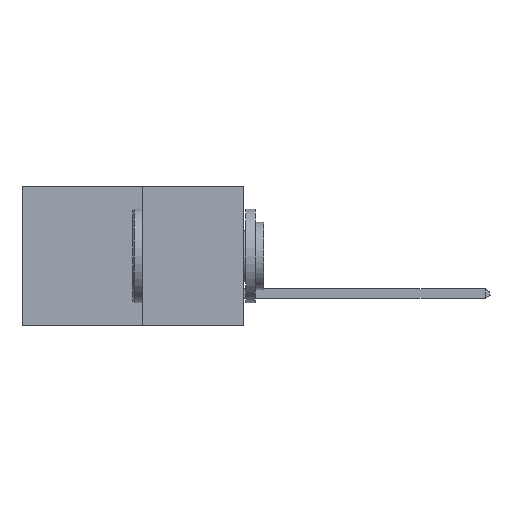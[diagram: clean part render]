
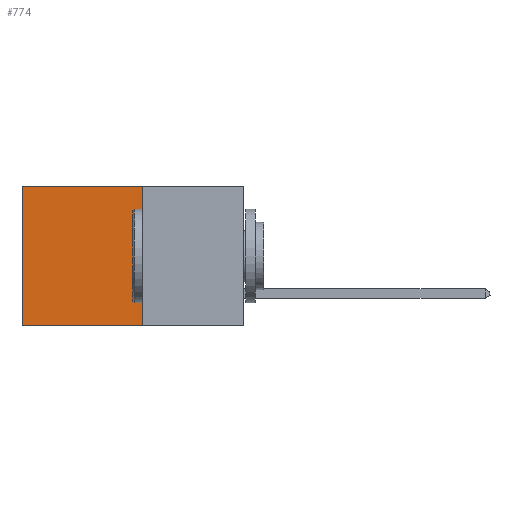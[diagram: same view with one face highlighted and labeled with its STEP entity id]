
A CAD part, left-side view. The second image highlights one B-rep face of the part: STEP entity #774.
In plain terms, the highlighted planar face has unit normal (-1, 0, 0).
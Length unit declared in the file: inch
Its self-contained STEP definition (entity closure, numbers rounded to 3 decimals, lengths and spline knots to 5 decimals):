
#475 = LINE ( 'NONE', #5121, #3764 ) ;
#774 = ADVANCED_FACE ( 'NONE', ( #4088 ), #2068, .F. ) ;
#786 = ORIENTED_EDGE ( 'NONE', *, *, #3083, .F. ) ;
#1258 = VECTOR ( 'NONE', #4261, 39.37008 ) ;
#1348 = DIRECTION ( 'NONE',  ( 0., 0., -1. ) ) ;
#1575 = EDGE_CURVE ( 'NONE', #6344, #5818, #3017, .T. ) ;
#1625 = ORIENTED_EDGE ( 'NONE', *, *, #7461, .T. ) ;
#2068 = PLANE ( 'NONE',  #5230 ) ;
#2108 = EDGE_CURVE ( 'NONE', #6344, #3865, #6218, .T. ) ;
#2270 = VERTEX_POINT ( 'NONE', #4527 ) ;
#2505 = VECTOR ( 'NONE', #1348, 39.37008 ) ;
#2518 = DIRECTION ( 'NONE',  ( 0., 1., 0. ) ) ;
#2801 = CARTESIAN_POINT ( 'NONE',  ( 0.277, 0.27, -0.37 ) ) ;
#3017 = LINE ( 'NONE', #4246, #1258 ) ;
#3083 = EDGE_CURVE ( 'NONE', #5818, #2270, #475, .T. ) ;
#3383 = DIRECTION ( 'NONE',  ( 1., 0., 0. ) ) ;
#3764 = VECTOR ( 'NONE', #2518, 39.37008 ) ;
#3865 = VERTEX_POINT ( 'NONE', #3871 ) ;
#3871 = CARTESIAN_POINT ( 'NONE',  ( 0.277, 0.59, 0. ) ) ;
#4085 = CARTESIAN_POINT ( 'NONE',  ( 0.277, 0.27, 0. ) ) ;
#4088 = FACE_OUTER_BOUND ( 'NONE', #7879, .T. ) ;
#4246 = CARTESIAN_POINT ( 'NONE',  ( 0.277, 0.27, -0.37 ) ) ;
#4261 = DIRECTION ( 'NONE',  ( 0., 0., -1. ) ) ;
#4333 = VECTOR ( 'NONE', #4957, 39.37008 ) ;
#4423 = LINE ( 'NONE', #6524, #2505 ) ;
#4527 = CARTESIAN_POINT ( 'NONE',  ( 0.277, 0.59, -0.37 ) ) ;
#4718 = CARTESIAN_POINT ( 'NONE',  ( 0.277, 0.27, -0.37 ) ) ;
#4878 = CARTESIAN_POINT ( 'NONE',  ( 0.277, 0.27, 0. ) ) ;
#4957 = DIRECTION ( 'NONE',  ( 0., 1., 0. ) ) ;
#5121 = CARTESIAN_POINT ( 'NONE',  ( 0.277, 0.27, -0.37 ) ) ;
#5230 = AXIS2_PLACEMENT_3D ( 'NONE', #4718, #3383, #7863 ) ;
#5301 = ORIENTED_EDGE ( 'NONE', *, *, #2108, .T. ) ;
#5818 = VERTEX_POINT ( 'NONE', #2801 ) ;
#6218 = LINE ( 'NONE', #4878, #4333 ) ;
#6344 = VERTEX_POINT ( 'NONE', #4085 ) ;
#6524 = CARTESIAN_POINT ( 'NONE',  ( 0.277, 0.59, -0.37 ) ) ;
#6662 = ORIENTED_EDGE ( 'NONE', *, *, #1575, .F. ) ;
#7461 = EDGE_CURVE ( 'NONE', #3865, #2270, #4423, .T. ) ;
#7863 = DIRECTION ( 'NONE',  ( 0., 0., -1. ) ) ;
#7879 = EDGE_LOOP ( 'NONE', ( #1625, #786, #6662, #5301 ) ) ;
